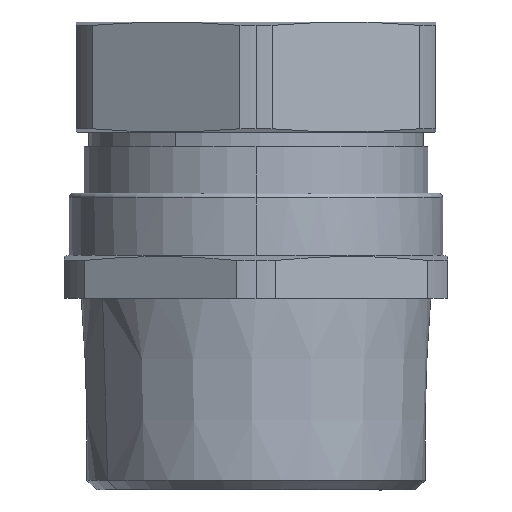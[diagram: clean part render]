
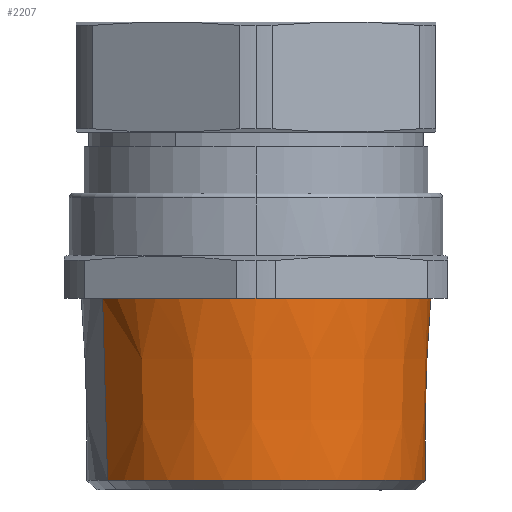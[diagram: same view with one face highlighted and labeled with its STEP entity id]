
A CAD part, front view. The second image highlights one B-rep face of the part: STEP entity #2207.
In plain terms, the highlighted conical face has half-angle 1.78 degrees and reference radius 35.257 mm.
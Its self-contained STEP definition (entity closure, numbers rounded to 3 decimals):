
#1974=AXIS2_PLACEMENT_3D('Circle Axis2P3D',#1972,#1973,$) ;
#1981=AXIS2_PLACEMENT_3D('Circle Axis2P3D',#1979,#1980,$) ;
#2179=AXIS2_PLACEMENT_3D('Cone Axis2P3D',#2176,#2177,#2178) ;
#2197=AXIS2_PLACEMENT_3D('Circle Axis2P3D',#2195,#2196,$) ;
#1967=CARTESIAN_POINT('Vertex',(7.968,26.501,40.)) ;
#1972=CARTESIAN_POINT('Axis2P3D Location',(40.,44.,40.)) ;
#1976=CARTESIAN_POINT('Vertex',(40.,7.5,40.)) ;
#1979=CARTESIAN_POINT('Axis2P3D Location',(40.,44.,40.)) ;
#1983=CARTESIAN_POINT('Vertex',(72.032,61.499,40.)) ;
#2176=CARTESIAN_POINT('Axis2P3D Location',(40.,44.,0.)) ;
#2181=CARTESIAN_POINT('Line Origine',(71.486,61.201,20.)) ;
#2185=CARTESIAN_POINT('Vertex',(70.995,60.933,1.999)) ;
#2188=CARTESIAN_POINT('Line Origine',(8.514,26.799,20.)) ;
#2192=CARTESIAN_POINT('Vertex',(9.005,27.067,1.999)) ;
#2195=CARTESIAN_POINT('Axis2P3D Location',(40.,44.,1.999)) ;
#1973=DIRECTION('Axis2P3D Direction',(0.,0.,-1.)) ;
#1980=DIRECTION('Axis2P3D Direction',(0.,0.,-1.)) ;
#2177=DIRECTION('Axis2P3D Direction',(0.,0.,1.)) ;
#2178=DIRECTION('Axis2P3D XDirection',(0.878,0.479,0.)) ;
#2182=DIRECTION('Vector Direction',(0.027,0.015,1.)) ;
#2189=DIRECTION('Vector Direction',(-0.027,-0.015,1.)) ;
#2196=DIRECTION('Axis2P3D Direction',(0.,0.,1.)) ;
#2183=VECTOR('Line Direction',#2182,1.) ;
#2190=VECTOR('Line Direction',#2189,1.) ;
#2201=ORIENTED_EDGE('',*,*,#2187,.T.) ;
#2202=ORIENTED_EDGE('',*,*,#1985,.T.) ;
#2203=ORIENTED_EDGE('',*,*,#1978,.T.) ;
#2204=ORIENTED_EDGE('',*,*,#2194,.F.) ;
#2205=ORIENTED_EDGE('',*,*,#2199,.T.) ;
#2207=ADVANCED_FACE('PartBody',(#2206),#2180,.T.) ;
#1975=CIRCLE('generated circle',#1974,36.5) ;
#1982=CIRCLE('generated circle',#1981,36.5) ;
#2198=CIRCLE('generated circle',#2197,35.319) ;
#2180=CONICAL_SURFACE('Cone',#2179,35.257,0.031) ;
#1978=EDGE_CURVE('',#1977,#1968,#1975,.T.) ;
#1985=EDGE_CURVE('',#1984,#1977,#1982,.T.) ;
#2187=EDGE_CURVE('',#2186,#1984,#2184,.T.) ;
#2194=EDGE_CURVE('',#2193,#1968,#2191,.T.) ;
#2199=EDGE_CURVE('',#2193,#2186,#2198,.T.) ;
#2200=EDGE_LOOP('',(#2201,#2202,#2203,#2204,#2205)) ;
#2206=FACE_OUTER_BOUND('',#2200,.T.) ;
#2184=LINE('Line',#2181,#2183) ;
#2191=LINE('Line',#2188,#2190) ;
#1968=VERTEX_POINT('',#1967) ;
#1977=VERTEX_POINT('',#1976) ;
#1984=VERTEX_POINT('',#1983) ;
#2186=VERTEX_POINT('',#2185) ;
#2193=VERTEX_POINT('',#2192) ;
